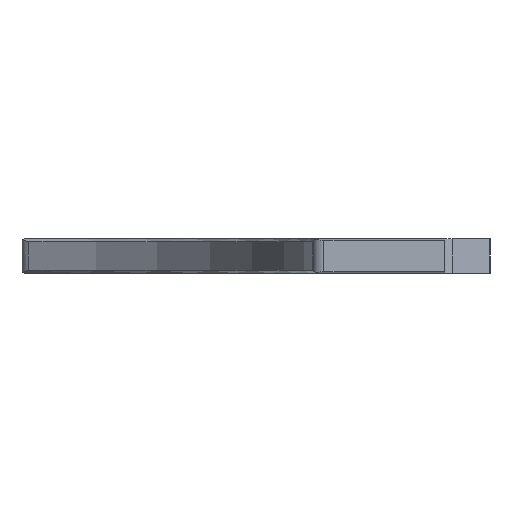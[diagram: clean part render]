
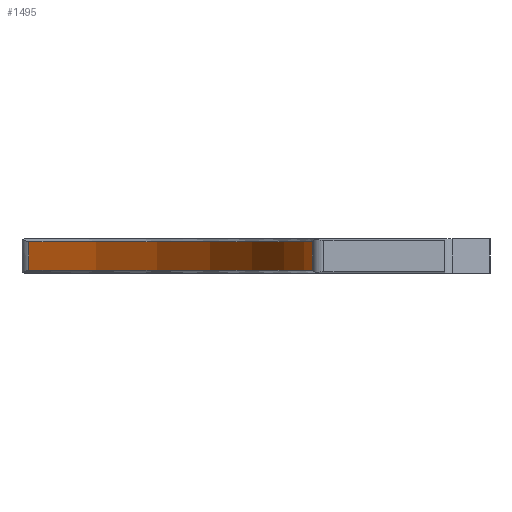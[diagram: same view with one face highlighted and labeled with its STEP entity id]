
A CAD part, front view. The second image highlights one B-rep face of the part: STEP entity #1495.
In plain terms, the highlighted cylindrical face has radius 130 mm (diameter 260 mm), a partial arc.
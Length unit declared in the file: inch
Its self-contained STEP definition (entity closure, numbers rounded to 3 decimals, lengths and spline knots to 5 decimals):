
#96 = VECTOR ( 'NONE', #276, 39.37008 ) ;
#155 = CARTESIAN_POINT ( 'NONE',  ( 0., 0., -0.3745 ) ) ;
#190 = AXIS2_PLACEMENT_3D ( 'NONE', #3388, #5499, #3861 ) ;
#276 = DIRECTION ( 'NONE',  ( 0., 0., 1. ) ) ;
#345 = EDGE_CURVE ( 'NONE', #4205, #4272, #4640, .T. ) ;
#805 = EDGE_CURVE ( 'NONE', #4272, #3517, #4094, .T. ) ;
#948 = EDGE_LOOP ( 'NONE', ( #2240, #5312, #3865, #1067 ) ) ;
#949 = EDGE_CURVE ( 'NONE', #3517, #2527, #1162, .T. ) ;
#1024 = CARTESIAN_POINT ( 'NONE',  ( 2.03806, 4.69482, -0.031 ) ) ;
#1067 = ORIENTED_EDGE ( 'NONE', *, *, #805, .T. ) ;
#1162 = CIRCLE ( 'NONE', #190, 5.11811 ) ;
#1495 = ADVANCED_FACE ( 'NONE', ( #3212 ), #1906, .F. ) ;
#1643 = CARTESIAN_POINT ( 'NONE',  ( 2.03806, 4.69482, -0.3745 ) ) ;
#1695 = AXIS2_PLACEMENT_3D ( 'NONE', #155, #5285, #4932 ) ;
#1906 = CYLINDRICAL_SURFACE ( 'NONE', #1695, 5.11811 ) ;
#1970 = CARTESIAN_POINT ( 'NONE',  ( 5.11666, 0.12202, -0.3435 ) ) ;
#2004 = DIRECTION ( 'NONE',  ( 0., 0., -1. ) ) ;
#2006 = CARTESIAN_POINT ( 'NONE',  ( 5.11666, 0.12202, -0.3745 ) ) ;
#2032 = LINE ( 'NONE', #1643, #2819 ) ;
#2240 = ORIENTED_EDGE ( 'NONE', *, *, #949, .T. ) ;
#2527 = VERTEX_POINT ( 'NONE', #1024 ) ;
#2699 = CARTESIAN_POINT ( 'NONE',  ( 0., 0., -0.3435 ) ) ;
#2819 = VECTOR ( 'NONE', #2004, 39.37008 ) ;
#3212 = FACE_OUTER_BOUND ( 'NONE', #948, .T. ) ;
#3388 = CARTESIAN_POINT ( 'NONE',  ( 0., 0., -0.031 ) ) ;
#3517 = VERTEX_POINT ( 'NONE', #3928 ) ;
#3861 = DIRECTION ( 'NONE',  ( 1., 0., 0. ) ) ;
#3865 = ORIENTED_EDGE ( 'NONE', *, *, #345, .T. ) ;
#3928 = CARTESIAN_POINT ( 'NONE',  ( 5.11666, 0.12202, -0.031 ) ) ;
#4094 = LINE ( 'NONE', #2006, #96 ) ;
#4110 = EDGE_CURVE ( 'NONE', #2527, #4205, #2032, .T. ) ;
#4205 = VERTEX_POINT ( 'NONE', #5132 ) ;
#4272 = VERTEX_POINT ( 'NONE', #1970 ) ;
#4408 = DIRECTION ( 'NONE',  ( 1., 0., 0. ) ) ;
#4461 = AXIS2_PLACEMENT_3D ( 'NONE', #2699, #5306, #4408 ) ;
#4640 = CIRCLE ( 'NONE', #4461, 5.11811 ) ;
#4932 = DIRECTION ( 'NONE',  ( 1., 0., 0. ) ) ;
#5132 = CARTESIAN_POINT ( 'NONE',  ( 2.03806, 4.69482, -0.3435 ) ) ;
#5285 = DIRECTION ( 'NONE',  ( 0., 0., 1. ) ) ;
#5306 = DIRECTION ( 'NONE',  ( 0., 0., -1. ) ) ;
#5312 = ORIENTED_EDGE ( 'NONE', *, *, #4110, .T. ) ;
#5499 = DIRECTION ( 'NONE',  ( 0., 0., 1. ) ) ;
